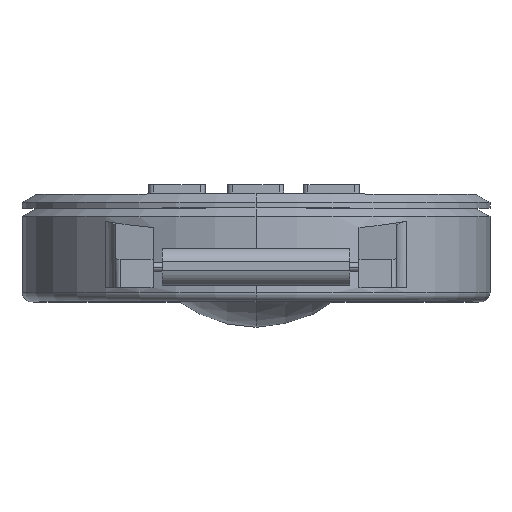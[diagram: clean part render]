
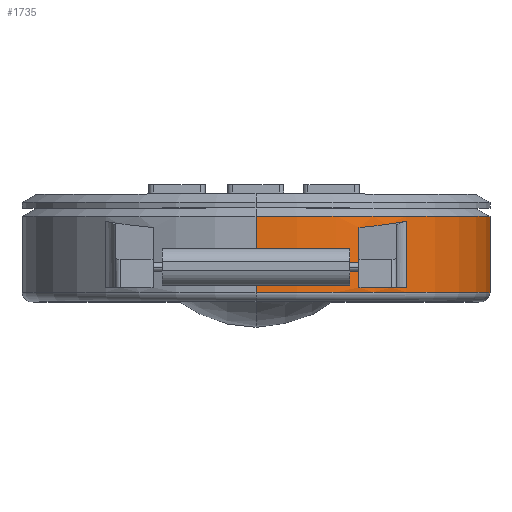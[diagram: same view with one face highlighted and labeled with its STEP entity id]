
A CAD part, top view. The second image highlights one B-rep face of the part: STEP entity #1735.
In plain terms, the highlighted cylindrical face has radius 50 mm (diameter 100 mm), a partial arc.
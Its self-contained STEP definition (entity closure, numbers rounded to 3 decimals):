
#127 = EDGE_CURVE ( 'NONE', #4886, #3168, #4908, .T. ) ;
#331 = CARTESIAN_POINT ( 'NONE',  ( 32.143, -17., -38.299 ) ) ;
#484 = VECTOR ( 'NONE', #4794, 1000. ) ;
#539 = EDGE_CURVE ( 'NONE', #5597, #4927, #1959, .T. ) ;
#579 = EDGE_CURVE ( 'NONE', #4886, #3534, #2129, .T. ) ;
#601 = EDGE_LOOP ( 'NONE', ( #4474, #5708, #3212, #4303 ) ) ;
#637 = ORIENTED_EDGE ( 'NONE', *, *, #579, .F. ) ;
#844 = AXIS2_PLACEMENT_3D ( 'NONE', #2300, #5016, #6561 ) ;
#944 = EDGE_CURVE ( 'NONE', #3514, #3643, #5700, .T. ) ;
#992 = VECTOR ( 'NONE', #4263, 1000. ) ;
#1008 = FACE_BOUND ( 'NONE', #1310, .T. ) ;
#1018 = CARTESIAN_POINT ( 'NONE',  ( 22., -17., 44.9 ) ) ;
#1086 = ORIENTED_EDGE ( 'NONE', *, *, #6202, .F. ) ;
#1188 = FACE_BOUND ( 'NONE', #601, .T. ) ;
#1215 = VECTOR ( 'NONE', #6049, 1000. ) ;
#1251 = CARTESIAN_POINT ( 'NONE',  ( 29.038, -3.378, -40.905 ) ) ;
#1310 = EDGE_LOOP ( 'NONE', ( #3708, #1086, #1781, #6722 ) ) ;
#1322 = AXIS2_PLACEMENT_3D ( 'NONE', #6590, #2253, #2813 ) ;
#1369 = CARTESIAN_POINT ( 'NONE',  ( 22., -4.198, 44.9 ) ) ;
#1637 = VECTOR ( 'NONE', #2630, 1000. ) ;
#1717 = ORIENTED_EDGE ( 'NONE', *, *, #6156, .T. ) ;
#1735 = ADVANCED_FACE ( 'NONE', ( #1188, #1008, #6100 ), #2073, .T. ) ;
#1781 = ORIENTED_EDGE ( 'NONE', *, *, #539, .F. ) ;
#1782 = CARTESIAN_POINT ( 'NONE',  ( 32.143, -2.842, -38.299 ) ) ;
#1831 = DIRECTION ( 'NONE',  ( 0., 1., 0. ) ) ;
#1854 = DIRECTION ( 'NONE',  ( 0., 0., 1. ) ) ;
#1898 =( BOUNDED_CURVE ( )  B_SPLINE_CURVE ( 3, ( #6712, #6643, #3489, #1369 ),
 .UNSPECIFIED., .F., .F. ) 
 B_SPLINE_CURVE_WITH_KNOTS ( ( 4, 4 ),
 ( 2.443, 2.686 ),
 .UNSPECIFIED. ) 
 CURVE ( )  GEOMETRIC_REPRESENTATION_ITEM ( )  RATIONAL_B_SPLINE_CURVE ( ( 1., 0.995, 0.995, 1. ) ) 
 REPRESENTATION_ITEM ( '' )  );
#1948 = VERTEX_POINT ( 'NONE', #4109 ) ;
#1959 = LINE ( 'NONE', #6873, #1637 ) ;
#2073 = CYLINDRICAL_SURFACE ( 'NONE', #4951, 50. ) ;
#2129 = LINE ( 'NONE', #3649, #2625 ) ;
#2200 = VERTEX_POINT ( 'NONE', #6458 ) ;
#2253 = DIRECTION ( 'NONE',  ( 0., 1., 0. ) ) ;
#2274 = EDGE_CURVE ( 'NONE', #1948, #2200, #1898, .T. ) ;
#2300 = CARTESIAN_POINT ( 'NONE',  ( 0., -1.75, 0. ) ) ;
#2446 = VERTEX_POINT ( 'NONE', #4069 ) ;
#2490 = CARTESIAN_POINT ( 'NONE',  ( 0., -18., 0. ) ) ;
#2564 = DIRECTION ( 'NONE',  ( 0., 1., 0. ) ) ;
#2625 = VECTOR ( 'NONE', #5788, 1000. ) ;
#2630 = DIRECTION ( 'NONE',  ( 0., 1., 0. ) ) ;
#2813 = DIRECTION ( 'NONE',  ( 0., 0., -1. ) ) ;
#2814 = CARTESIAN_POINT ( 'NONE',  ( 25.64, -3.832, -43.116 ) ) ;
#2867 = CARTESIAN_POINT ( 'NONE',  ( 22., -4.198, -44.9 ) ) ;
#3014 = VERTEX_POINT ( 'NONE', #1018 ) ;
#3061 = DIRECTION ( 'NONE',  ( 0., 0., 1. ) ) ;
#3140 = CARTESIAN_POINT ( 'NONE',  ( 0., -1.75, -50. ) ) ;
#3156 = AXIS2_PLACEMENT_3D ( 'NONE', #4042, #5581, #5626 ) ;
#3163 = CARTESIAN_POINT ( 'NONE',  ( 0., -20., -50. ) ) ;
#3168 = VERTEX_POINT ( 'NONE', #6469 ) ;
#3212 = ORIENTED_EDGE ( 'NONE', *, *, #4252, .F. ) ;
#3246 = LINE ( 'NONE', #5292, #4997 ) ;
#3430 = LINE ( 'NONE', #3163, #992 ) ;
#3489 = CARTESIAN_POINT ( 'NONE',  ( 25.64, -3.832, 43.116 ) ) ;
#3498 = CIRCLE ( 'NONE', #3156, 50. ) ;
#3514 = VERTEX_POINT ( 'NONE', #331 ) ;
#3534 = VERTEX_POINT ( 'NONE', #3979 ) ;
#3643 = VERTEX_POINT ( 'NONE', #5983 ) ;
#3649 = CARTESIAN_POINT ( 'NONE',  ( 0., -20., 50. ) ) ;
#3708 = ORIENTED_EDGE ( 'NONE', *, *, #944, .T. ) ;
#3862 = CARTESIAN_POINT ( 'NONE',  ( 32.143, -20., -38.299 ) ) ;
#3877 = AXIS2_PLACEMENT_3D ( 'NONE', #2490, #2564, #3061 ) ;
#3944 = VERTEX_POINT ( 'NONE', #3140 ) ;
#3979 = CARTESIAN_POINT ( 'NONE',  ( 0., -1.75, 50. ) ) ;
#3996 = CARTESIAN_POINT ( 'NONE',  ( 0., -20., 0. ) ) ;
#4042 = CARTESIAN_POINT ( 'NONE',  ( 0., -17., 0. ) ) ;
#4069 = CARTESIAN_POINT ( 'NONE',  ( 32.143, -17., 38.299 ) ) ;
#4109 = CARTESIAN_POINT ( 'NONE',  ( 32.143, -2.842, 38.299 ) ) ;
#4252 = EDGE_CURVE ( 'NONE', #3014, #2446, #4957, .T. ) ;
#4263 = DIRECTION ( 'NONE',  ( 0., 1., 0. ) ) ;
#4303 = ORIENTED_EDGE ( 'NONE', *, *, #5933, .T. ) ;
#4474 = ORIENTED_EDGE ( 'NONE', *, *, #2274, .F. ) ;
#4794 = DIRECTION ( 'NONE',  ( 0., -1., 0. ) ) ;
#4886 = VERTEX_POINT ( 'NONE', #5965 ) ;
#4889 = CARTESIAN_POINT ( 'NONE',  ( 22., -4.198, -44.9 ) ) ;
#4908 = CIRCLE ( 'NONE', #3877, 50. ) ;
#4927 = VERTEX_POINT ( 'NONE', #4889 ) ;
#4937 = CARTESIAN_POINT ( 'NONE',  ( 22., -17., -44.9 ) ) ;
#4951 = AXIS2_PLACEMENT_3D ( 'NONE', #3996, #1831, #1854 ) ;
#4957 = CIRCLE ( 'NONE', #1322, 50. ) ;
#4997 = VECTOR ( 'NONE', #6336, 1000. ) ;
#5016 = DIRECTION ( 'NONE',  ( 0., -1., 0. ) ) ;
#5093 = EDGE_LOOP ( 'NONE', ( #6654, #5619, #1717, #637 ) ) ;
#5147 =( BOUNDED_CURVE ( )  B_SPLINE_CURVE ( 3, ( #2867, #2814, #1251, #1782 ),
 .UNSPECIFIED., .F., .F. ) 
 B_SPLINE_CURVE_WITH_KNOTS ( ( 4, 4 ),
 ( 3.597, 3.84 ),
 .UNSPECIFIED. ) 
 CURVE ( )  GEOMETRIC_REPRESENTATION_ITEM ( )  RATIONAL_B_SPLINE_CURVE ( ( 1., 0.995, 0.995, 1. ) ) 
 REPRESENTATION_ITEM ( '' )  );
#5292 = CARTESIAN_POINT ( 'NONE',  ( 22., -30., 44.9 ) ) ;
#5313 = CARTESIAN_POINT ( 'NONE',  ( 32.143, -20., 38.299 ) ) ;
#5581 = DIRECTION ( 'NONE',  ( 0., 1., 0. ) ) ;
#5597 = VERTEX_POINT ( 'NONE', #4937 ) ;
#5619 = ORIENTED_EDGE ( 'NONE', *, *, #6438, .T. ) ;
#5626 = DIRECTION ( 'NONE',  ( 0., 0., -1. ) ) ;
#5675 = EDGE_CURVE ( 'NONE', #3514, #5597, #3498, .T. ) ;
#5700 = LINE ( 'NONE', #3862, #1215 ) ;
#5708 = ORIENTED_EDGE ( 'NONE', *, *, #6366, .T. ) ;
#5788 = DIRECTION ( 'NONE',  ( 0., 1., 0. ) ) ;
#5933 = EDGE_CURVE ( 'NONE', #3014, #2200, #3246, .T. ) ;
#5965 = CARTESIAN_POINT ( 'NONE',  ( 0., -18., 50. ) ) ;
#5983 = CARTESIAN_POINT ( 'NONE',  ( 32.143, -2.842, -38.299 ) ) ;
#6049 = DIRECTION ( 'NONE',  ( 0., 1., 0. ) ) ;
#6087 = LINE ( 'NONE', #5313, #484 ) ;
#6100 = FACE_OUTER_BOUND ( 'NONE', #5093, .T. ) ;
#6156 = EDGE_CURVE ( 'NONE', #3944, #3534, #6328, .T. ) ;
#6202 = EDGE_CURVE ( 'NONE', #4927, #3643, #5147, .T. ) ;
#6328 = CIRCLE ( 'NONE', #844, 50. ) ;
#6336 = DIRECTION ( 'NONE',  ( 0., 1., 0. ) ) ;
#6366 = EDGE_CURVE ( 'NONE', #1948, #2446, #6087, .T. ) ;
#6438 = EDGE_CURVE ( 'NONE', #3168, #3944, #3430, .T. ) ;
#6458 = CARTESIAN_POINT ( 'NONE',  ( 22., -4.198, 44.9 ) ) ;
#6469 = CARTESIAN_POINT ( 'NONE',  ( 0., -18., -50. ) ) ;
#6561 = DIRECTION ( 'NONE',  ( 0., 0., 1. ) ) ;
#6590 = CARTESIAN_POINT ( 'NONE',  ( 0., -17., 0. ) ) ;
#6643 = CARTESIAN_POINT ( 'NONE',  ( 29.038, -3.378, 40.905 ) ) ;
#6654 = ORIENTED_EDGE ( 'NONE', *, *, #127, .T. ) ;
#6712 = CARTESIAN_POINT ( 'NONE',  ( 32.143, -2.842, 38.299 ) ) ;
#6722 = ORIENTED_EDGE ( 'NONE', *, *, #5675, .F. ) ;
#6873 = CARTESIAN_POINT ( 'NONE',  ( 22., -30., -44.9 ) ) ;
